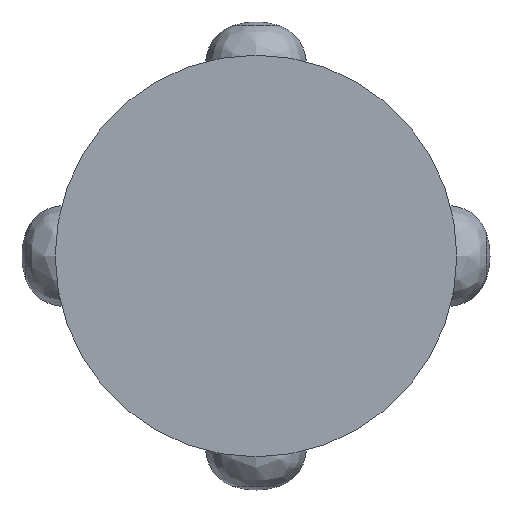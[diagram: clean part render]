
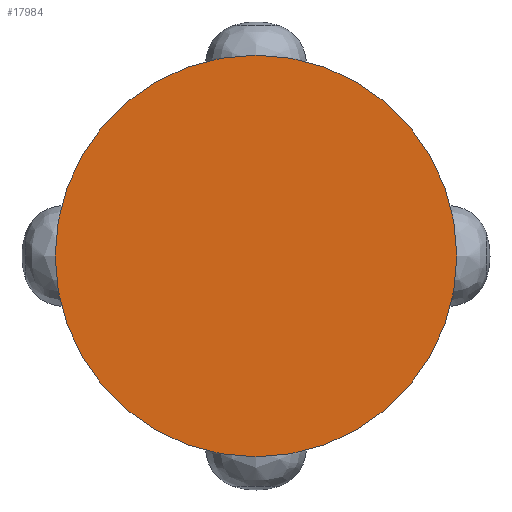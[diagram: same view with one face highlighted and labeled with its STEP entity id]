
A CAD part, front view. The second image highlights one B-rep face of the part: STEP entity #17984.
In plain terms, the highlighted planar face has unit normal (0, -1, 0).
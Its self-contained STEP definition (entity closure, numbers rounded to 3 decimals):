
#20=CARTESIAN_POINT('',(0.,56.7,0.));
#21=DIRECTION('',(0.,-1.,0.));
#22=DIRECTION('',(1.,0.,0.));
#23=AXIS2_PLACEMENT_3D('',#20,#21,#22);
#33=CARTESIAN_POINT('',(0.,56.7,0.));
#34=DIRECTION('',(0.,1.,0.));
#35=DIRECTION('',(1.,0.,0.));
#36=AXIS2_PLACEMENT_3D('',#33,#34,#35);
#6056=CARTESIAN_POINT('',(27.5,56.7,0.));
#6058=VERTEX_POINT('',#6056);
#6060=CARTESIAN_POINT('',(-27.5,56.7,0.));
#6062=VERTEX_POINT('',#6060);
#17975=CARTESIAN_POINT('',(0.,56.7,0.));
#17976=DIRECTION('',(0.,-1.,0.));
#17977=DIRECTION('',(-1.,0.,0.));
#17978=AXIS2_PLACEMENT_3D('',#17975,#17976,#17977);
#17979=PLANE('',#17978);
#17980=ORIENTED_EDGE('',*,*,#7247,.F.);
#17981=ORIENTED_EDGE('',*,*,#7272,.T.);
#17982=EDGE_LOOP('',(#17980,#17981));
#17983=FACE_OUTER_BOUND('',#17982,.F.);
#17984=ADVANCED_FACE('',(#17983),#17979,.T.);
#24=CIRCLE('',#23,27.5);
#37=CIRCLE('',#36,27.5);
#7247=EDGE_CURVE('',#6058,#6062,#24,.T.);
#7272=EDGE_CURVE('',#6058,#6062,#37,.T.);
